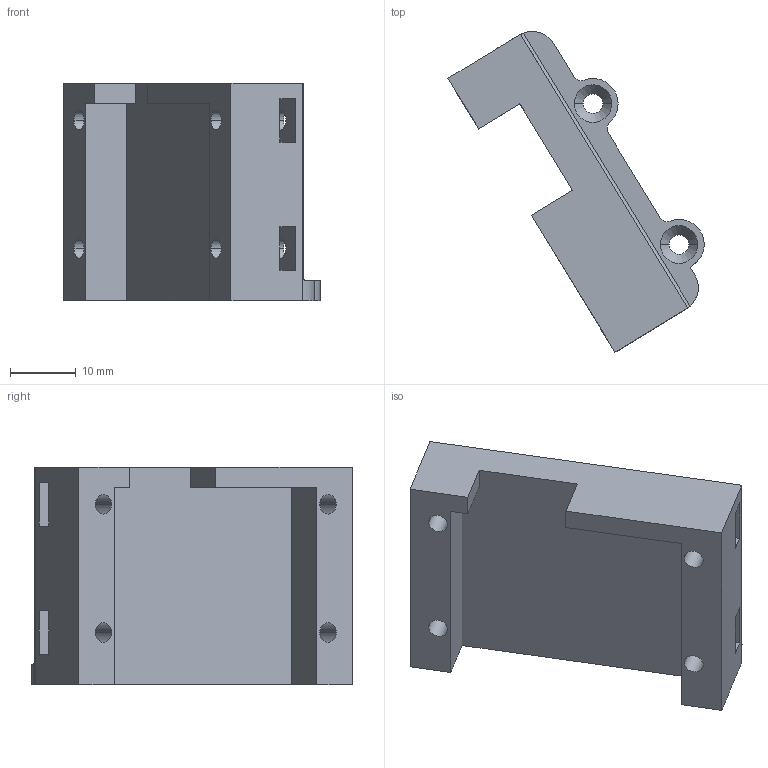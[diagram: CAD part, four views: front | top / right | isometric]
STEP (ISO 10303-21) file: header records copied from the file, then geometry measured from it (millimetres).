
FILE_DESCRIPTION (( 'STEP AP214' ), '1' );
FILE_NAME ('LinAct_Bracket_Back.STEP', '2019-11-19T00:45:23', ( '' ), ( '' ), 'SwSTEP 2.0', 'SolidWorks 2019', '' );
FILE_SCHEMA (( 'AUTOMOTIVE_DESIGN' ));
Length unit declared in the file: inch
Products named in the file (1): LinAct_Bracket_Back
Bounding box: 38.89 x 48.74 x 33.02 mm (x, y, z)
Volume: 12311 mm3; surface area: 6869.9 mm2
Topology: 1 solids, 1 shells, 75 faces, 203 edges, 134 vertices
Faces by surface type: plane 42, cylinder 29, cone 4
Entity records: 2466 total; most frequent: CARTESIAN_POINT 423, DIRECTION 415, ORIENTED_EDGE 406, EDGE_CURVE 203, LINE 139, VECTOR 139, AXIS2_PLACEMENT_3D 138, VERTEX_POINT 134
